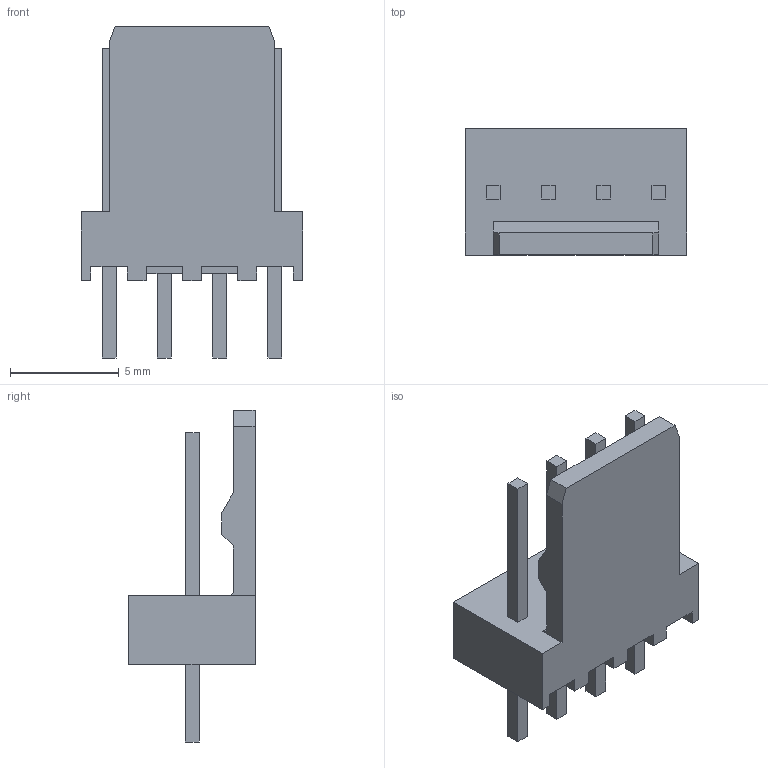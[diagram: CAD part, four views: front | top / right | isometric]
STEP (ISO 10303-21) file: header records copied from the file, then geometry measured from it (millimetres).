
FILE_DESCRIPTION(/* description */ (''),/* implementation_level */ '2;1');
FILE_NAME(/* name */ 'MOLEX_22-27-2041.stp',/* time_stamp */ '2016-12-21T18:03:06+01:00',/* author */ ('riccim'),/* organization */ (''),/* preprocessor_version */ 'ST-DEVELOPER v15.5',/* originating_system */ 'AutoCAD Mechanical',/* authorisation */ '');
FILE_SCHEMA (('AUTOMOTIVE_DESIGN { 1 0 10303 214 3 1 1 }'));
Length unit declared in the file: millimetre
Products named in the file (1): Product
Bounding box: 10.16 x 5.8 x 15.26 mm (x, y, z)
Volume: 254.3 mm3; surface area: 565.7 mm2
Topology: 5 solids, 5 shells, 89 faces, 237 edges, 158 vertices
Faces by surface type: plane 88, cylinder 1
Entity records: 2764 total; most frequent: CARTESIAN_POINT 485, ORIENTED_EDGE 474, DIRECTION 419, EDGE_CURVE 237, LINE 235, VECTOR 235, VERTEX_POINT 158, EDGE_LOOP 97
